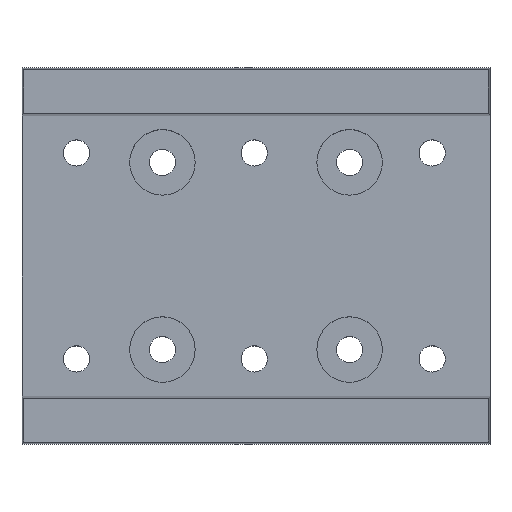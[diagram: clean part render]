
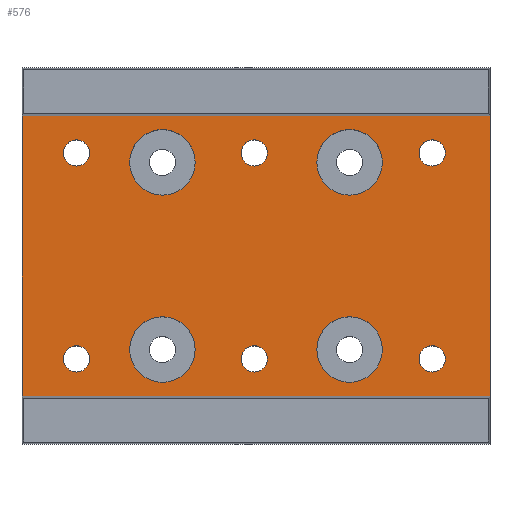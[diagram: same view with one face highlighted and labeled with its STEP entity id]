
A CAD part, top view. The second image highlights one B-rep face of the part: STEP entity #576.
In plain terms, the highlighted planar face has unit normal (0, 0, 1).
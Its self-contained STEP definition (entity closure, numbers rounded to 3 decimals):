
#39=FACE_BOUND('',#137,.T.);
#40=FACE_BOUND('',#138,.T.);
#41=FACE_BOUND('',#139,.T.);
#42=FACE_BOUND('',#140,.T.);
#43=FACE_BOUND('',#141,.T.);
#44=FACE_BOUND('',#142,.T.);
#45=FACE_BOUND('',#143,.T.);
#46=FACE_BOUND('',#144,.T.);
#47=FACE_BOUND('',#145,.T.);
#48=FACE_BOUND('',#146,.T.);
#63=CIRCLE('',#641,3.5);
#64=CIRCLE('',#642,3.5);
#65=CIRCLE('',#643,3.5);
#66=CIRCLE('',#644,3.5);
#67=CIRCLE('',#645,1.4);
#68=CIRCLE('',#646,1.4);
#69=CIRCLE('',#647,1.4);
#70=CIRCLE('',#648,1.4);
#71=CIRCLE('',#649,1.4);
#72=CIRCLE('',#650,1.4);
#92=FACE_OUTER_BOUND('',#136,.T.);
#136=EDGE_LOOP('',(#447,#448,#449,#450));
#137=EDGE_LOOP('',(#451));
#138=EDGE_LOOP('',(#452));
#139=EDGE_LOOP('',(#453));
#140=EDGE_LOOP('',(#454));
#141=EDGE_LOOP('',(#455));
#142=EDGE_LOOP('',(#456));
#143=EDGE_LOOP('',(#457));
#144=EDGE_LOOP('',(#458));
#145=EDGE_LOOP('',(#459));
#146=EDGE_LOOP('',(#460));
#188=LINE('',#908,#236);
#195=LINE('',#924,#243);
#201=LINE('',#936,#249);
#202=LINE('',#937,#250);
#236=VECTOR('',#728,10.);
#243=VECTOR('',#741,10.);
#249=VECTOR('',#755,10.);
#250=VECTOR('',#756,10.);
#286=VERTEX_POINT('',#891);
#290=VERTEX_POINT('',#903);
#293=VERTEX_POINT('',#914);
#296=VERTEX_POINT('',#922);
#299=VERTEX_POINT('',#938);
#300=VERTEX_POINT('',#940);
#301=VERTEX_POINT('',#942);
#302=VERTEX_POINT('',#944);
#303=VERTEX_POINT('',#946);
#304=VERTEX_POINT('',#948);
#305=VERTEX_POINT('',#950);
#306=VERTEX_POINT('',#952);
#307=VERTEX_POINT('',#954);
#308=VERTEX_POINT('',#956);
#342=EDGE_CURVE('',#290,#286,#188,.T.);
#349=EDGE_CURVE('',#293,#296,#195,.T.);
#355=EDGE_CURVE('',#286,#293,#201,.T.);
#356=EDGE_CURVE('',#296,#290,#202,.T.);
#357=EDGE_CURVE('',#299,#299,#63,.T.);
#358=EDGE_CURVE('',#300,#300,#64,.T.);
#359=EDGE_CURVE('',#301,#301,#65,.T.);
#360=EDGE_CURVE('',#302,#302,#66,.T.);
#361=EDGE_CURVE('',#303,#303,#67,.T.);
#362=EDGE_CURVE('',#304,#304,#68,.T.);
#363=EDGE_CURVE('',#305,#305,#69,.T.);
#364=EDGE_CURVE('',#306,#306,#70,.T.);
#365=EDGE_CURVE('',#307,#307,#71,.T.);
#366=EDGE_CURVE('',#308,#308,#72,.T.);
#447=ORIENTED_EDGE('',*,*,#342,.T.);
#448=ORIENTED_EDGE('',*,*,#355,.T.);
#449=ORIENTED_EDGE('',*,*,#349,.T.);
#450=ORIENTED_EDGE('',*,*,#356,.T.);
#451=ORIENTED_EDGE('',*,*,#357,.T.);
#452=ORIENTED_EDGE('',*,*,#358,.T.);
#453=ORIENTED_EDGE('',*,*,#359,.T.);
#454=ORIENTED_EDGE('',*,*,#360,.T.);
#455=ORIENTED_EDGE('',*,*,#361,.T.);
#456=ORIENTED_EDGE('',*,*,#362,.T.);
#457=ORIENTED_EDGE('',*,*,#363,.T.);
#458=ORIENTED_EDGE('',*,*,#364,.T.);
#459=ORIENTED_EDGE('',*,*,#365,.T.);
#460=ORIENTED_EDGE('',*,*,#366,.T.);
#556=PLANE('',#640);
#576=ADVANCED_FACE('',(#92,#39,#40,#41,#42,#43,#44,#45,#46,#47,#48),#556,
 .F.);
#640=AXIS2_PLACEMENT_3D('',#935,#753,#754);
#641=AXIS2_PLACEMENT_3D('',#939,#757,#758);
#642=AXIS2_PLACEMENT_3D('',#941,#759,#760);
#643=AXIS2_PLACEMENT_3D('',#943,#761,#762);
#644=AXIS2_PLACEMENT_3D('',#945,#763,#764);
#645=AXIS2_PLACEMENT_3D('',#947,#765,#766);
#646=AXIS2_PLACEMENT_3D('',#949,#767,#768);
#647=AXIS2_PLACEMENT_3D('',#951,#769,#770);
#648=AXIS2_PLACEMENT_3D('',#953,#771,#772);
#649=AXIS2_PLACEMENT_3D('',#955,#773,#774);
#650=AXIS2_PLACEMENT_3D('',#957,#775,#776);
#728=DIRECTION('',(1.,0.,0.));
#741=DIRECTION('',(-1.,0.,0.));
#753=DIRECTION('center_axis',(0.,0.,
-1.));
#754=DIRECTION('ref_axis',(-1.,0.,0.));
#755=DIRECTION('',(0.,1.,0.));
#756=DIRECTION('',(0.,-1.,0.));
#757=DIRECTION('center_axis',(0.,0.,
-1.));
#758=DIRECTION('ref_axis',(1.,0.,0.));
#759=DIRECTION('center_axis',(0.,0.,
-1.));
#760=DIRECTION('ref_axis',(1.,0.,0.));
#761=DIRECTION('center_axis',(0.,0.,
-1.));
#762=DIRECTION('ref_axis',(1.,0.,0.));
#763=DIRECTION('center_axis',(0.,0.,
-1.));
#764=DIRECTION('ref_axis',(1.,0.,0.));
#765=DIRECTION('center_axis',(0.,0.,
-1.));
#766=DIRECTION('ref_axis',(1.,0.,0.));
#767=DIRECTION('center_axis',(0.,0.,
-1.));
#768=DIRECTION('ref_axis',(1.,0.,0.));
#769=DIRECTION('center_axis',(0.,0.,
-1.));
#770=DIRECTION('ref_axis',(1.,0.,0.));
#771=DIRECTION('center_axis',(0.,0.,
-1.));
#772=DIRECTION('ref_axis',(1.,0.,0.));
#773=DIRECTION('center_axis',(0.,0.,
-1.));
#774=DIRECTION('ref_axis',(1.,0.,0.));
#775=DIRECTION('center_axis',(0.,0.,
-1.));
#776=DIRECTION('ref_axis',(1.,0.,0.));
#891=CARTESIAN_POINT('',(25.,27.151,5.));
#903=CARTESIAN_POINT('',(-25.,27.151,5.));
#908=CARTESIAN_POINT('',(-12.5,27.151,5.));
#914=CARTESIAN_POINT('',(25.,57.151,5.));
#922=CARTESIAN_POINT('',(-25.,57.151,5.));
#924=CARTESIAN_POINT('',(12.5,57.151,5.));
#935=CARTESIAN_POINT('Origin',(0.,42.151,5.));
#936=CARTESIAN_POINT('',(25.,32.101,5.));
#937=CARTESIAN_POINT('',(-25.,52.201,5.));
#938=CARTESIAN_POINT('',(6.5,52.151,5.));
#939=CARTESIAN_POINT('Origin',(10.,52.151,5.));
#940=CARTESIAN_POINT('',(-13.5,32.151,5.));
#941=CARTESIAN_POINT('Origin',(-10.,32.151,5.));
#942=CARTESIAN_POINT('',(6.5,32.151,5.));
#943=CARTESIAN_POINT('Origin',(10.,32.151,5.));
#944=CARTESIAN_POINT('',(-13.5,52.151,5.));
#945=CARTESIAN_POINT('Origin',(-10.,52.151,5.));
#946=CARTESIAN_POINT('',(-1.579,53.151,5.));
#947=CARTESIAN_POINT('Origin',(-0.179,53.151,5.));
#948=CARTESIAN_POINT('',(-1.579,31.151,5.));
#949=CARTESIAN_POINT('Origin',(-0.179,31.151,5.));
#950=CARTESIAN_POINT('',(17.421,53.151,5.));
#951=CARTESIAN_POINT('Origin',(18.821,53.151,5.));
#952=CARTESIAN_POINT('',(17.421,31.151,5.));
#953=CARTESIAN_POINT('Origin',(18.821,31.151,5.));
#954=CARTESIAN_POINT('',(-20.579,53.151,5.));
#955=CARTESIAN_POINT('Origin',(-19.179,53.151,5.));
#956=CARTESIAN_POINT('',(-20.579,31.151,5.));
#957=CARTESIAN_POINT('Origin',(-19.179,31.151,5.));
